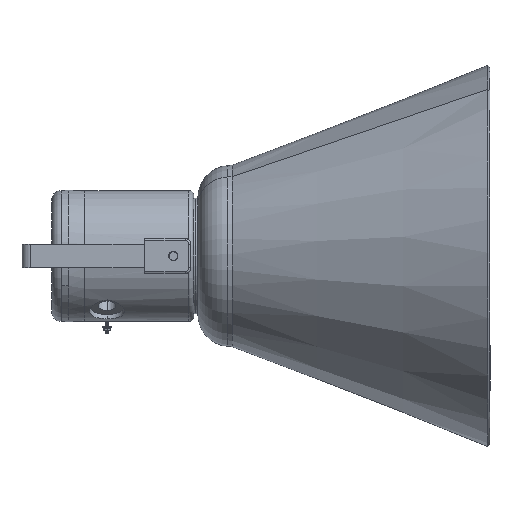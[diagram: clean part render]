
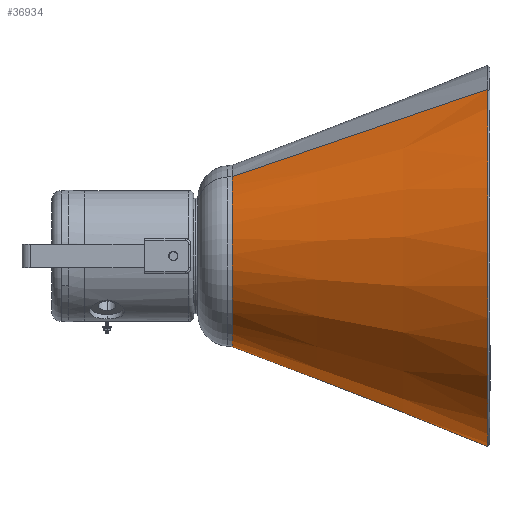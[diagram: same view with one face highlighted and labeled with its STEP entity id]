
A CAD part, left-side view. The second image highlights one B-rep face of the part: STEP entity #36934.
In plain terms, the highlighted conical face has half-angle 21.32 degrees and reference radius 96.015 mm.
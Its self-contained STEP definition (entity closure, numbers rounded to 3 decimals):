
#3885 = DIRECTION ( 'NONE',  ( 1., 0., 0. ) ) ;
#5498 = ORIENTED_EDGE ( 'NONE', *, *, #33013, .F. ) ;
#11033 = CIRCLE ( 'NONE', #38848, 96.015 ) ;
#11817 = CARTESIAN_POINT ( 'NONE',  ( -302.706, 0., 201.607 ) ) ;
#15387 = CARTESIAN_POINT ( 'NONE',  ( -302.706, 0., -201.607 ) ) ;
#15757 = CARTESIAN_POINT ( 'NONE',  ( -32.151, 0., -96.015 ) ) ;
#15824 = AXIS2_PLACEMENT_3D ( 'NONE', #16561, #44186, #47674 ) ;
#15938 = CIRCLE ( 'NONE', #16726, 201.607 ) ;
#16561 = CARTESIAN_POINT ( 'NONE',  ( -32.151, 0., 0. ) ) ;
#16726 = AXIS2_PLACEMENT_3D ( 'NONE', #37746, #3885, #37497 ) ;
#18973 = DIRECTION ( 'NONE',  ( 1., 0., 0. ) ) ;
#19751 = VECTOR ( 'NONE', #34302, 1000. ) ;
#21211 = ORIENTED_EDGE ( 'NONE', *, *, #32486, .F. ) ;
#21746 = DIRECTION ( 'NONE',  ( -0.932, 0., -0.364 ) ) ;
#23771 = CONICAL_SURFACE ( 'NONE', #15824, 96.015, 0.372 ) ;
#24078 = CARTESIAN_POINT ( 'NONE',  ( -32.151, 0., -96.015 ) ) ;
#24990 = FACE_OUTER_BOUND ( 'NONE', #48342, .T. ) ;
#26993 = CARTESIAN_POINT ( 'NONE',  ( -32.151, 0., 96.015 ) ) ;
#27574 = CARTESIAN_POINT ( 'NONE',  ( -32.151, 0., 96.015 ) ) ;
#31308 = LINE ( 'NONE', #27574, #19751 ) ;
#32486 = EDGE_CURVE ( 'NONE', #42252, #34934, #31308, .T. ) ;
#32653 = EDGE_CURVE ( 'NONE', #33239, #34504, #40190, .T. ) ;
#33013 = EDGE_CURVE ( 'NONE', #33239, #42252, #11033, .T. ) ;
#33239 = VERTEX_POINT ( 'NONE', #15757 ) ;
#34087 = VECTOR ( 'NONE', #21746, 1000. ) ;
#34153 = ORIENTED_EDGE ( 'NONE', *, *, #32653, .T. ) ;
#34302 = DIRECTION ( 'NONE',  ( -0.932, 0., 0.364 ) ) ;
#34504 = VERTEX_POINT ( 'NONE', #15387 ) ;
#34934 = VERTEX_POINT ( 'NONE', #11817 ) ;
#36934 = ADVANCED_FACE ( 'NONE', ( #24990 ), #23771, .T. ) ;
#37497 = DIRECTION ( 'NONE',  ( 0., 0., -1. ) ) ;
#37746 = CARTESIAN_POINT ( 'NONE',  ( -302.706, 0., 0. ) ) ;
#38848 = AXIS2_PLACEMENT_3D ( 'NONE', #46761, #18973, #44675 ) ;
#39968 = EDGE_CURVE ( 'NONE', #34504, #34934, #15938, .T. ) ;
#40190 = LINE ( 'NONE', #24078, #34087 ) ;
#42252 = VERTEX_POINT ( 'NONE', #26993 ) ;
#43546 = ORIENTED_EDGE ( 'NONE', *, *, #39968, .T. ) ;
#44186 = DIRECTION ( 'NONE',  ( -1., 0., 0. ) ) ;
#44675 = DIRECTION ( 'NONE',  ( 0., 0., -1. ) ) ;
#46761 = CARTESIAN_POINT ( 'NONE',  ( -32.151, 0., 0. ) ) ;
#47674 = DIRECTION ( 'NONE',  ( 0., 0., 1. ) ) ;
#48342 = EDGE_LOOP ( 'NONE', ( #5498, #34153, #43546, #21211 ) ) ;
